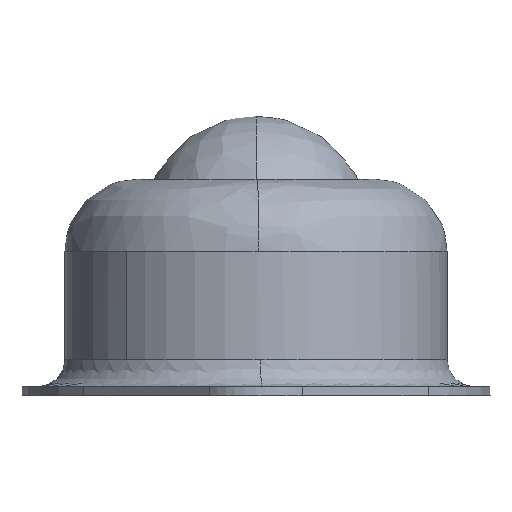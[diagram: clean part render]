
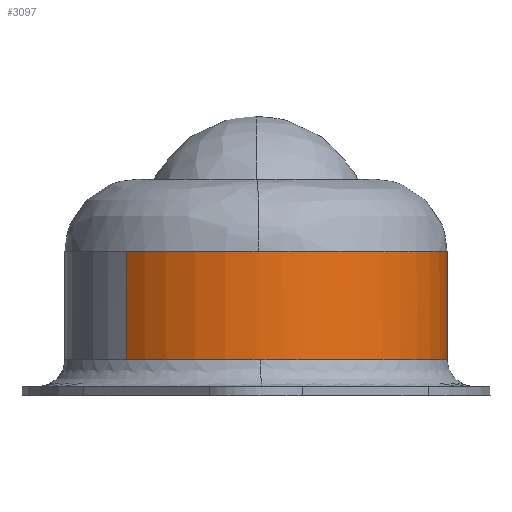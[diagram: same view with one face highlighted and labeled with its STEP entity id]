
A CAD part, left-side view. The second image highlights one B-rep face of the part: STEP entity #3097.
In plain terms, the highlighted free-form (B-spline) face has degree [2, 1] with [5, 2] control points.
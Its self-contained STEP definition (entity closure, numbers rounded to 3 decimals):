
#2296=CARTESIAN_POINT('',(-15.56,14.399,16.));
#2297=VERTEX_POINT('',#2296);
#2310=CARTESIAN_POINT('',(-21.2,0.0,16.0));
#2311=VERTEX_POINT('',#2310);
#2312=CARTESIAN_POINT('',(-21.2,0.0,16.0));
#2313=CARTESIAN_POINT('',(-21.2,0.948,16.));
#2314=CARTESIAN_POINT('',(-21.081,2.721,16.));
#2315=CARTESIAN_POINT('',(-20.623,5.071,16.));
#2316=CARTESIAN_POINT('',(-19.94,7.322,16.));
#2317=CARTESIAN_POINT('',(-18.937,9.678,16.));
#2318=CARTESIAN_POINT('',(-17.45,12.16,16.));
#2319=CARTESIAN_POINT('',(-16.204,13.703,16.));
#2320=CARTESIAN_POINT('',(-15.56,14.399,16.));
#2321=B_SPLINE_CURVE_WITH_KNOTS('',3,(#2312,#2313,#2314,#2315,#2316,#2317,#2318,#2319,#2320),.UNSPECIFIED.,.F.,.U.,(4,1,1,1,1,1,4),(0.,2.844,5.318,7.173,9.893,12.985,15.829),.UNSPECIFIED.);
#2322=EDGE_CURVE('',#2311,#2297,#2321,.T.);
#2324=CARTESIAN_POINT('',(-21.198,-0.266,16.));
#2325=VERTEX_POINT('',#2324);
#2326=CARTESIAN_POINT('',(-21.198,-0.266,16.));
#2327=CARTESIAN_POINT('',(-21.2,0.0,16.0));
#2328=QUASI_UNIFORM_CURVE('',1,(#2326,#2327),.UNSPECIFIED.,.F.,.U.);
#2329=EDGE_CURVE('',#2325,#2311,#2328,.T.);
#2380=CARTESIAN_POINT('',(0.133,-21.2,16.));
#2381=VERTEX_POINT('',#2380);
#2382=CARTESIAN_POINT('',(0.133,-21.2,16.));
#2383=CARTESIAN_POINT('',(-0.774,-21.205,16.));
#2384=CARTESIAN_POINT('',(-2.718,-21.093,16.));
#2385=CARTESIAN_POINT('',(-5.819,-20.479,16.));
#2386=CARTESIAN_POINT('',(-8.583,-19.456,16.));
#2387=CARTESIAN_POINT('',(-11.256,-18.035,16.));
#2388=CARTESIAN_POINT('',(-13.517,-16.431,16.));
#2389=CARTESIAN_POINT('',(-15.612,-14.425,16.));
#2390=CARTESIAN_POINT('',(-17.547,-12.04,16.));
#2391=CARTESIAN_POINT('',(-19.065,-9.461,16.));
#2392=CARTESIAN_POINT('',(-20.218,-6.567,16.));
#2393=CARTESIAN_POINT('',(-20.971,-3.632,16.));
#2394=CARTESIAN_POINT('',(-21.183,-1.476,16.));
#2395=CARTESIAN_POINT('',(-21.198,-0.266,16.));
#2396=B_SPLINE_CURVE_WITH_KNOTS('',3,(#2382,#2383,#2384,#2385,#2386,#2387,#2388,#2389,#2390,#2391,#2392,#2393,#2394,#2395),.UNSPECIFIED.,.F.,.U.,(4,1,1,1,1,1,1,1,1,1,1,4),(0.,2.721,5.83,9.458,11.531,14.9,17.75,20.212,24.098,26.69,29.54,33.168),.UNSPECIFIED.);
#2397=EDGE_CURVE('',#2381,#2325,#2396,.T.);
#2399=CARTESIAN_POINT('',(15.56,-14.399,16.));
#2400=VERTEX_POINT('',#2399);
#2401=CARTESIAN_POINT('',(15.56,-14.399,16.));
#2402=CARTESIAN_POINT('',(14.702,-15.327,16.));
#2403=CARTESIAN_POINT('',(12.784,-17.059,16.));
#2404=CARTESIAN_POINT('',(9.928,-18.82,16.));
#2405=CARTESIAN_POINT('',(7.144,-20.016,16.));
#2406=CARTESIAN_POINT('',(4.06,-20.917,16.));
#2407=CARTESIAN_POINT('',(1.623,-21.19,16.));
#2408=CARTESIAN_POINT('',(0.133,-21.2,16.));
#2409=B_SPLINE_CURVE_WITH_KNOTS('',3,(#2401,#2402,#2403,#2404,#2405,#2406,#2407,#2408),.UNSPECIFIED.,.F.,.U.,(4,1,1,1,1,4),(0.,3.793,7.721,10.024,12.869,17.339),.UNSPECIFIED.);
#2410=EDGE_CURVE('',#2400,#2381,#2409,.T.);
#3006=CARTESIAN_POINT('',(15.56,-14.399,16.3));
#3007=CARTESIAN_POINT('',(1.161,-29.959,16.3));
#3008=CARTESIAN_POINT('',(-14.399,-15.56,16.3));
#3009=CARTESIAN_POINT('',(-29.959,-1.161,16.3));
#3010=CARTESIAN_POINT('',(-15.56,14.399,16.3));
#3011=CARTESIAN_POINT('',(15.56,-14.399,3.692));
#3012=CARTESIAN_POINT('',(1.161,-29.959,3.692));
#3013=CARTESIAN_POINT('',(-14.399,-15.56,3.692));
#3014=CARTESIAN_POINT('',(-29.959,-1.161,3.692));
#3015=CARTESIAN_POINT('',(-15.56,14.399,3.692));
#3023=(BOUNDED_SURFACE()B_SPLINE_SURFACE(2,1,((#3006,#3011),(#3007,#3012),(#3008,#3013),(#3009,#3014),(#3010,#3015)),.UNSPECIFIED.,.F.,.F.,.U.)B_SPLINE_SURFACE_WITH_KNOTS((3,2,3),(2,2),(0.0,35.125,70.251),(0.0,12.608),.UNSPECIFIED.)GEOMETRIC_REPRESENTATION_ITEM()RATIONAL_B_SPLINE_SURFACE(((1.0,1.0),(0.707,0.707),(1.0,1.0),(0.707,0.707),(1.0,1.0)))REPRESENTATION_ITEM('')SURFACE());
#3024=CARTESIAN_POINT('',(15.56,-14.399,4.));
#3025=VERTEX_POINT('',#3024);
#3026=CARTESIAN_POINT('',(0.266,-21.198,4.));
#3027=VERTEX_POINT('',#3026);
#3028=CARTESIAN_POINT('',(15.56,-14.399,4.));
#3029=CARTESIAN_POINT('',(14.891,-15.122,4.));
#3030=CARTESIAN_POINT('',(13.451,-16.476,4.));
#3031=CARTESIAN_POINT('',(10.772,-18.367,4.));
#3032=CARTESIAN_POINT('',(7.9,-19.766,4.));
#3033=CARTESIAN_POINT('',(5.239,-20.583,4.));
#3034=CARTESIAN_POINT('',(2.819,-21.057,4.));
#3035=CARTESIAN_POINT('',(1.252,-21.186,4.));
#3036=CARTESIAN_POINT('',(0.266,-21.198,4.));
#3037=B_SPLINE_CURVE_WITH_KNOTS('',3,(#3028,#3029,#3030,#3031,#3032,#3033,#3034,#3035,#3036),.UNSPECIFIED.,.F.,.U.,(4,1,1,1,1,1,4),(0.,2.957,5.914,9.813,12.501,14.248,17.205),.UNSPECIFIED.);
#3038=EDGE_CURVE('',#3025,#3027,#3037,.T.);
#3039=ORIENTED_EDGE('',*,*,#3038,.F.);
#3040=CARTESIAN_POINT('',(15.56,-14.399,16.));
#3041=CARTESIAN_POINT('',(15.56,-14.399,4.));
#3042=QUASI_UNIFORM_CURVE('',1,(#3040,#3041),.UNSPECIFIED.,.F.,.U.);
#3043=EDGE_CURVE('',#2400,#3025,#3042,.T.);
#3044=ORIENTED_EDGE('',*,*,#3043,.F.);
#3045=ORIENTED_EDGE('',*,*,#2410,.T.);
#3046=ORIENTED_EDGE('',*,*,#2397,.T.);
#3047=ORIENTED_EDGE('',*,*,#2329,.T.);
#3048=ORIENTED_EDGE('',*,*,#2322,.T.);
#3049=CARTESIAN_POINT('',(-15.56,14.399,4.));
#3050=VERTEX_POINT('',#3049);
#3051=CARTESIAN_POINT('',(-15.56,14.399,16.));
#3052=CARTESIAN_POINT('',(-15.56,14.399,4.));
#3053=QUASI_UNIFORM_CURVE('',1,(#3051,#3052),.UNSPECIFIED.,.F.,.U.);
#3054=EDGE_CURVE('',#2297,#3050,#3053,.T.);
#3055=ORIENTED_EDGE('',*,*,#3054,.T.);
#3056=CARTESIAN_POINT('',(-21.2,0.0,4.0));
#3057=VERTEX_POINT('',#3056);
#3058=CARTESIAN_POINT('',(-21.2,0.0,4.0));
#3059=CARTESIAN_POINT('',(-21.2,1.031,4.));
#3060=CARTESIAN_POINT('',(-21.046,3.133,4.));
#3061=CARTESIAN_POINT('',(-20.319,6.359,4.));
#3062=CARTESIAN_POINT('',(-19.163,9.238,4.));
#3063=CARTESIAN_POINT('',(-17.569,11.989,4.));
#3064=CARTESIAN_POINT('',(-16.344,13.552,4.));
#3065=CARTESIAN_POINT('',(-15.56,14.399,4.));
#3066=B_SPLINE_CURVE_WITH_KNOTS('',3,(#3058,#3059,#3060,#3061,#3062,#3063,#3064,#3065),.UNSPECIFIED.,.F.,.U.,(4,1,1,1,1,4),(0.,3.092,6.307,9.893,12.366,15.829),.UNSPECIFIED.);
#3067=EDGE_CURVE('',#3057,#3050,#3066,.T.);
#3068=ORIENTED_EDGE('',*,*,#3067,.F.);
#3069=CARTESIAN_POINT('',(-21.193,-0.533,4.));
#3070=VERTEX_POINT('',#3069);
#3071=CARTESIAN_POINT('',(-21.193,-0.533,4.));
#3072=CARTESIAN_POINT('',(-21.198,-0.355,4.));
#3073=CARTESIAN_POINT('',(-21.2,-0.178,4.));
#3074=CARTESIAN_POINT('',(-21.2,0.0,4.0));
#3075=B_SPLINE_CURVE_WITH_KNOTS('',3,(#3071,#3072,#3073,#3074),.UNSPECIFIED.,.F.,.U.,(4,4),(0.,0.533),.UNSPECIFIED.);
#3076=EDGE_CURVE('',#3070,#3057,#3075,.T.);
#3077=ORIENTED_EDGE('',*,*,#3076,.F.);
#3078=CARTESIAN_POINT('',(0.266,-21.198,4.));
#3079=CARTESIAN_POINT('',(-1.024,-21.215,4.));
#3080=CARTESIAN_POINT('',(-3.306,-21.034,4.));
#3081=CARTESIAN_POINT('',(-6.196,-20.327,4.));
#3082=CARTESIAN_POINT('',(-8.575,-19.435,4.));
#3083=CARTESIAN_POINT('',(-11.113,-18.151,4.));
#3084=CARTESIAN_POINT('',(-13.714,-16.293,4.));
#3085=CARTESIAN_POINT('',(-15.941,-14.068,4.));
#3086=CARTESIAN_POINT('',(-17.805,-11.642,4.));
#3087=CARTESIAN_POINT('',(-19.137,-9.271,4.));
#3088=CARTESIAN_POINT('',(-20.25,-6.47,4.));
#3089=CARTESIAN_POINT('',(-20.956,-3.711,4.));
#3090=CARTESIAN_POINT('',(-21.167,-1.565,4.));
#3091=CARTESIAN_POINT('',(-21.193,-0.533,4.));
#3092=B_SPLINE_CURVE_WITH_KNOTS('',3,(#3078,#3079,#3080,#3081,#3082,#3083,#3084,#3085,#3086,#3087,#3088,#3089,#3090,#3091),.UNSPECIFIED.,.F.,.U.,(4,1,1,1,1,1,1,1,1,1,1,4),(0.,3.871,6.839,8.904,11.485,15.356,18.453,20.905,24.518,26.582,29.938,33.035),.UNSPECIFIED.);
#3093=EDGE_CURVE('',#3027,#3070,#3092,.T.);
#3094=ORIENTED_EDGE('',*,*,#3093,.F.);
#3095=EDGE_LOOP('',(#3039,#3044,#3045,#3046,#3047,#3048,#3055,#3068,#3077,#3094));
#3096=FACE_OUTER_BOUND('',#3095,.T.);
#3097=ADVANCED_FACE('',(#3096),#3023,.T.);
